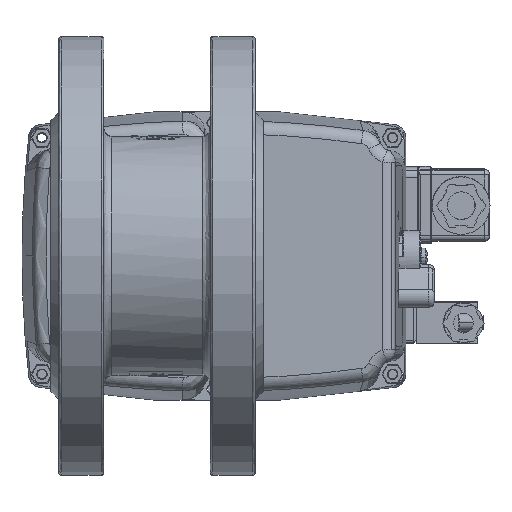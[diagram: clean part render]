
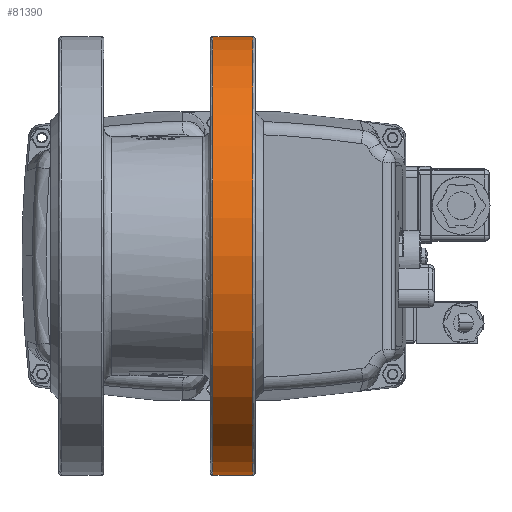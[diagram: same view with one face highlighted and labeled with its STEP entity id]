
A CAD part, front view. The second image highlights one B-rep face of the part: STEP entity #81390.
In plain terms, the highlighted cylindrical face has radius 82.5 mm (diameter 165 mm), a partial arc.
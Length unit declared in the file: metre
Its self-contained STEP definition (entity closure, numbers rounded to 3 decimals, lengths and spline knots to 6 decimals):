
#96 = CIRCLE ( 'NONE', #3506, 0.0825 ) ;
#2424 = VECTOR ( 'NONE', #13227, 1. ) ;
#3506 = AXIS2_PLACEMENT_3D ( 'NONE', #76309, #14851, #46872 ) ;
#7737 = CARTESIAN_POINT ( 'NONE',  ( -0.009699, -0.004438, 0.251 ) ) ;
#11492 = DIRECTION ( 'NONE',  ( 0., 0., -1. ) ) ;
#11991 = DIRECTION ( 'NONE',  ( 1., 0., 0. ) ) ;
#13227 = DIRECTION ( 'NONE',  ( 1., 0., 0. ) ) ;
#14276 = LINE ( 'NONE', #62062, #2424 ) ;
#14851 = DIRECTION ( 'NONE',  ( -1., 0., 0. ) ) ;
#14862 = CARTESIAN_POINT ( 'NONE',  ( -0.017199, -0.004438, 0.086 ) ) ;
#14917 = DIRECTION ( 'NONE',  ( 1., 0., 0. ) ) ;
#20938 = VERTEX_POINT ( 'NONE', #76180 ) ;
#22950 = AXIS2_PLACEMENT_3D ( 'NONE', #78447, #14917, #30715 ) ;
#24626 = VECTOR ( 'NONE', #31190, 1. ) ;
#26224 = VERTEX_POINT ( 'NONE', #7737 ) ;
#29486 = EDGE_CURVE ( 'NONE', #20938, #103476, #73615, .T. ) ;
#30715 = DIRECTION ( 'NONE',  ( 0., 0., -1. ) ) ;
#31190 = DIRECTION ( 'NONE',  ( 1., 0., 0. ) ) ;
#41440 = EDGE_LOOP ( 'NONE', ( #75066, #100209, #53480, #94718 ) ) ;
#44888 = CYLINDRICAL_SURFACE ( 'NONE', #22950, 0.0825 ) ;
#45163 = AXIS2_PLACEMENT_3D ( 'NONE', #51424, #11991, #11492 ) ;
#46872 = DIRECTION ( 'NONE',  ( 0., 0., -1. ) ) ;
#47633 = CARTESIAN_POINT ( 'NONE',  ( -0.024699, -0.004438, 0.086 ) ) ;
#51424 = CARTESIAN_POINT ( 'NONE',  ( -0.024699, -0.004438, 0.1685 ) ) ;
#53480 = ORIENTED_EDGE ( 'NONE', *, *, #66987, .T. ) ;
#62062 = CARTESIAN_POINT ( 'NONE',  ( -0.017199, -0.004438, 0.251 ) ) ;
#63899 = EDGE_CURVE ( 'NONE', #20938, #26224, #14276, .T. ) ;
#66987 = EDGE_CURVE ( 'NONE', #103476, #81462, #95763, .T. ) ;
#71582 = CARTESIAN_POINT ( 'NONE',  ( -0.009699, -0.004438, 0.086 ) ) ;
#73615 = CIRCLE ( 'NONE', #45163, 0.0825 ) ;
#75066 = ORIENTED_EDGE ( 'NONE', *, *, #63899, .F. ) ;
#76180 = CARTESIAN_POINT ( 'NONE',  ( -0.024699, -0.004438, 0.251 ) ) ;
#76309 = CARTESIAN_POINT ( 'NONE',  ( -0.009699, -0.004438, 0.1685 ) ) ;
#77944 = EDGE_CURVE ( 'NONE', #81462, #26224, #96, .T. ) ;
#78447 = CARTESIAN_POINT ( 'NONE',  ( -0.017199, -0.004438, 0.1685 ) ) ;
#81390 = ADVANCED_FACE ( 'NONE', ( #84835 ), #44888, .T. ) ;
#81462 = VERTEX_POINT ( 'NONE', #71582 ) ;
#84835 = FACE_OUTER_BOUND ( 'NONE', #41440, .T. ) ;
#94718 = ORIENTED_EDGE ( 'NONE', *, *, #77944, .T. ) ;
#95763 = LINE ( 'NONE', #14862, #24626 ) ;
#100209 = ORIENTED_EDGE ( 'NONE', *, *, #29486, .T. ) ;
#103476 = VERTEX_POINT ( 'NONE', #47633 ) ;
